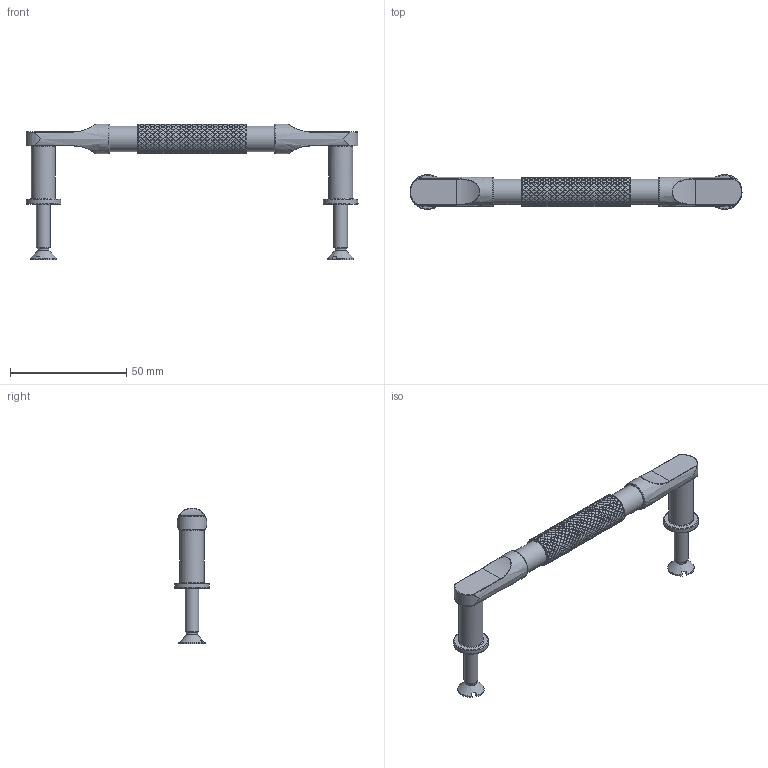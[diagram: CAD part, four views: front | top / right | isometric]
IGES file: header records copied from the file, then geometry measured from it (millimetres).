
Global section: file name: P8256K-A; native system: Autodesk Inventor 2024; preprocessor: unknown; author: adaniels; date: 20250716.073520; units: millimetre
Bounding box: 143 x 15 x 58.45 mm (x, y, z)
Volume: 20172.6 mm3; surface area: 10813.4 mm2
Topology: 5 solids, 5 shells, 4352 faces, 8909 edges, 4575 vertices
Faces by surface type: bspline 4352
